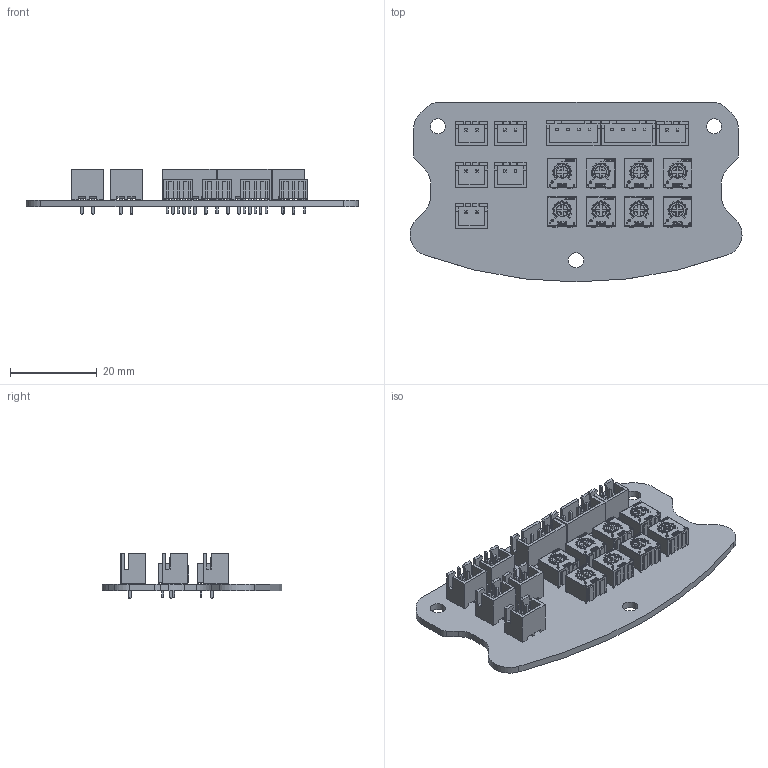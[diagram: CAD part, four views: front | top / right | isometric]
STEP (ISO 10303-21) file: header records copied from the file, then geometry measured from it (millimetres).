
FILE_DESCRIPTION(('KiCad electronic assembly'),'2;1');
FILE_NAME('LINE__V2.step','2025-01-18T15:06:12',('Pcbnew'),('Kicad'), 'Open CASCADE STEP processor 7.6','KiCad to STEP converter','Unknown' );
FILE_SCHEMA(('AUTOMOTIVE_DESIGN { 1 0 10303 214 1 1 1 1 }'));
Length unit declared in the file: millimetre
Products named in the file (8): LINE__V2 1; ã³ãã¯ã¿ã¼2ãã³ v1; COMPOUND; ã­ãå¼å¯å¤æµæ v1; ã³ãã¯ã¿ã¼4ãã³ v1; _autosave-LINEåºç¤V2 PCB
Assembly tree (20 placements, depth 3):
  LINE__V2 1
    ã³ãã¯ã¿ã¼2ãã³ v1  x6
      COMPOUND
    ã­ãå¼å¯å¤æµæ v1  x8
      COMPOUND
    ã³ãã¯ã¿ã¼4ãã³ v1  x2
      COMPOUND
    _autosave-LINEåºç¤V2 PCB
Bounding box: 76.72 x 41.56 x 10.4 mm (x, y, z)
Volume: 7090.1 mm3; surface area: 12243.9 mm2
Topology: 61 solids, 61 shells, 3321 faces, 9037 edges, 5934 vertices
Faces by surface type: plane 1781, cylinder 788, bspline 512, torus 200, sphere 40
Full cylindrical faces by diameter (mm): 0.46 x24, 0.5 x8, 0.762 x24, 1 x20, 2.8 x8, 3.5 x3
Entity records: 51314 total; most frequent: CARTESIAN_POINT 19368, DIRECTION 5346, LINE 3642, VECTOR 3642, ORIENTED_EDGE 3208, PCURVE 3208, DEFINITIONAL_REPRESENTATION 3208, EDGE_CURVE 1604
